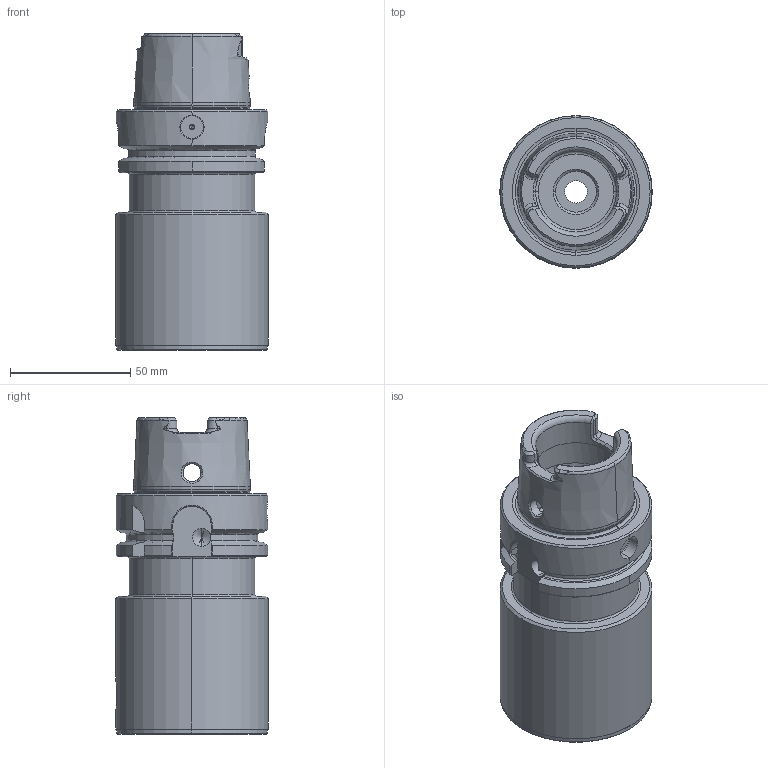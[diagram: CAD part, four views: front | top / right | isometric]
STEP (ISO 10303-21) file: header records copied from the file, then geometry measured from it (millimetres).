
FILE_DESCRIPTION(('no description'),'unknown implementation level');
FILE_NAME('42336950-DB9D-4897-823F-A38ED810FD03_export.stp',' ',('CIMSOURCE GmbH'),('CADClick - KiM GmbH - www.kimweb.de'),'unknown preprocess','ACIS','unknown authorization');
FILE_SCHEMA(('automotive_design'));
Length unit declared in the file: millimetre
Products named in the file (2): 324.362 Kaiser HSK-A63 X CKS6 X 140B|690.436 Kaiser ETL M12 X 18 CK6_Standard;NONE; 324.362 Kaiser HSK-A63 X CKS6 X 140B|324.362 Kaiser HSK-A63 X CKS6 X 140B_Standard;NONE
Bounding box: 63.5 x 63.5 x 131.9 mm (x, y, z)
Volume: 236054.6 mm3; surface area: 47196.2 mm2
Topology: 2 solids, 2 shells, 299 faces, 744 edges, 448 vertices
Faces by surface type: plane 92, cone 82, cylinder 75, torus 34, bspline 16
Entity records: 23078 total; most frequent: CARTESIAN_POINT 7918, STYLED_ITEM 1487, PRESENTATION_STYLE_ASSIGNMENT 1487, COLOUR_RGB 1487, ORIENTED_EDGE 1476, DIRECTION 1374, EDGE_CURVE 738, CURVE_STYLE 738
